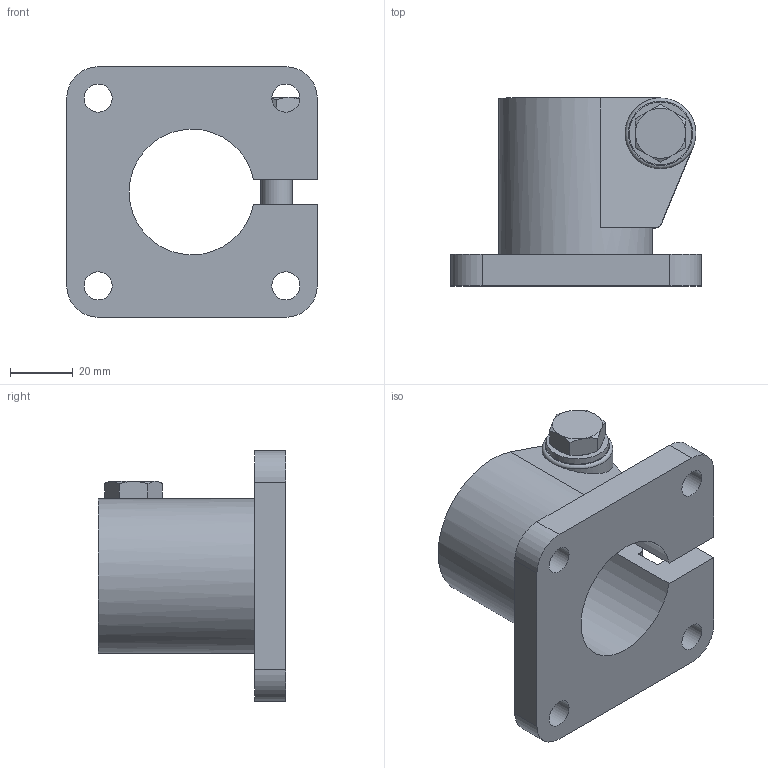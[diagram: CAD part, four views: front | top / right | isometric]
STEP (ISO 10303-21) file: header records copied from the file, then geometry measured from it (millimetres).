
FILE_DESCRIPTION( ( 'STEP AP214' ), '1' );
FILE_NAME( 'K0477.140.stp', '2020-12-08T09:54:27', ( '' ), ( '' ), ' ', 'PARTsolutions', ' ' );
FILE_SCHEMA( ( 'AUTOMOTIVE_DESIGN { 1 0 10303 214 1 1 1 1 }' ) );
Length unit declared in the file: millimetre
Products named in the file (1): _K0477.140
Bounding box: 80 x 60 x 80 mm (x, y, z)
Volume: 96416.9 mm3; surface area: 33703.3 mm2
Topology: 1 solids, 2 shells, 62 faces, 151 edges, 96 vertices
Faces by surface type: plane 29, cylinder 18, cone 13, torus 2
Full cylindrical faces by diameter (mm): 8.376 x1, 9 x4, 10 x1, 11 x1, 20 x1, 22.6 x2
Entity records: 2352 total; most frequent: CARTESIAN_POINT 435, DIRECTION 292, ORIENTED_EDGE 270, EDGE_CURVE 135, AXIS2_PLACEMENT_3D 118, VERTEX_POINT 93, EDGE_LOOP 88, FACE_OUTER_BOUND 74
